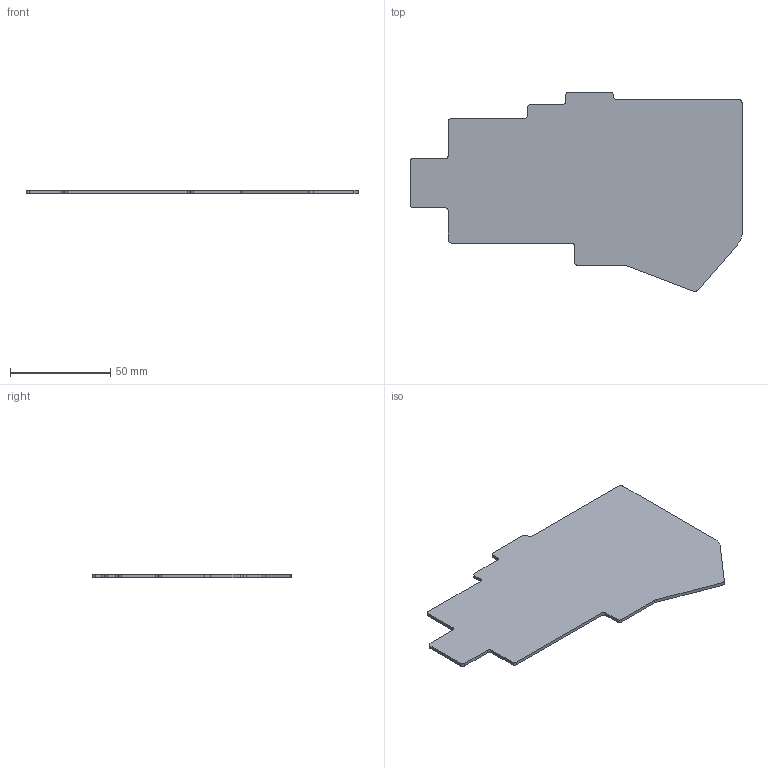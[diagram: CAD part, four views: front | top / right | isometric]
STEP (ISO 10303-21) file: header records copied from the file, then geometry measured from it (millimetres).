
FILE_DESCRIPTION(('KiCad electronic assembly'),'2;1');
FILE_NAME('jantor bottom.step','2023-01-01T12:20:18',('Pcbnew'),('Kicad' ),'Open CASCADE STEP processor 7.6','KiCad to STEP converter', 'Unknown');
FILE_SCHEMA(('AUTOMOTIVE_DESIGN { 1 0 10303 214 1 1 1 1 }'));
Length unit declared in the file: millimetre
Products named in the file (2): jantor bottom 1; jantor PCB
Assembly tree (1 placements, depth 2):
  jantor bottom 1
    jantor PCB
Bounding box: 165.5 x 99.12 x 1.6 mm (x, y, z)
Volume: 18820.6 mm3; surface area: 24316.8 mm2
Topology: 1 solids, 1 shells, 39 faces, 111 edges, 74 vertices
Faces by surface type: plane 21, cylinder 18
Entity records: 2771 total; most frequent: DIRECTION 451, CARTESIAN_POINT 448, LINE 261, VECTOR 261, ORIENTED_EDGE 222, PCURVE 222, DEFINITIONAL_REPRESENTATION 222, EDGE_CURVE 111
